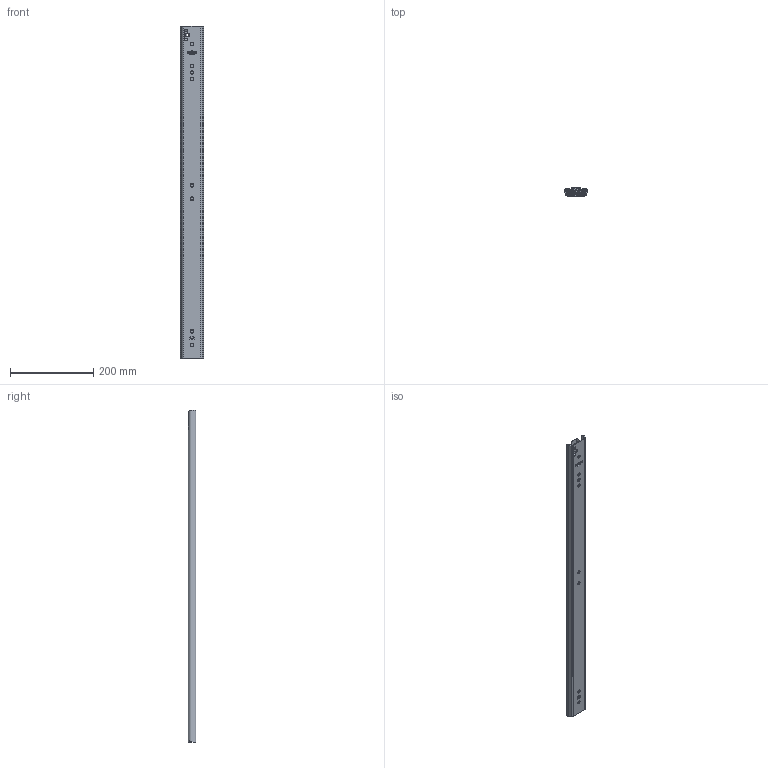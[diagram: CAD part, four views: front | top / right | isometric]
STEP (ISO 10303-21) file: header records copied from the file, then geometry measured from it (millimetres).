
FILE_DESCRIPTION(/* description */ ('Master Profielschetsen + Parameters'),/* implementation_level */ '2;1');
FILE_NAME(/* name */ '112-S69-00-in.stp',/* time_stamp */ '2015-05-01T08:10:41+02:00',/* author */ ('w.jans'),/* organization */ (''),/* preprocessor_version */ 'ST-DEVELOPER v15.6',/* originating_system */ 'Autodesk Inventor 2015',/* authorisation */ '');
FILE_SCHEMA (('AUTOMOTIVE_DESIGN { 1 0 10303 214 3 1 1 }'));
Products named in the file (14): E000025497; E000025498; E000025509; E000025499; E000025506; E000025505; E000025500; E000025508; E000025501; E000025503; E000025504; E000025502; E000025507; E000025496
Assembly tree (97 placements, depth 3):
  E000025496
    E000025497
    E000025509
      E000025498
    E000025505
      E000025499
      E000025506  x44
    E000025508
      E000025500
    E000025504
      E000025501
      E000025503  x42
    E000025507
      E000025502
Bounding box: 55.79 x 18.5 x 800 mm (x, y, z)
Volume: 287171.4 mm3; surface area: 383931.3 mm2
Topology: 91 solids, 91 shells, 2171 faces, 6591 edges, 4621 vertices
Faces by surface type: plane 1039, cylinder 986, sphere 86, cone 60
Full cylindrical faces by diameter (mm): 5.56 x42, 6.35 x44, 8 x3
Entity records: 74631 total; most frequent: CARTESIAN_POINT 15518, DIRECTION 12591, ORIENTED_EDGE 12100, EDGE_CURVE 6050, AXIS2_PLACEMENT_3D 4391, VERTEX_POINT 4061, LINE 3809, VECTOR 3809
